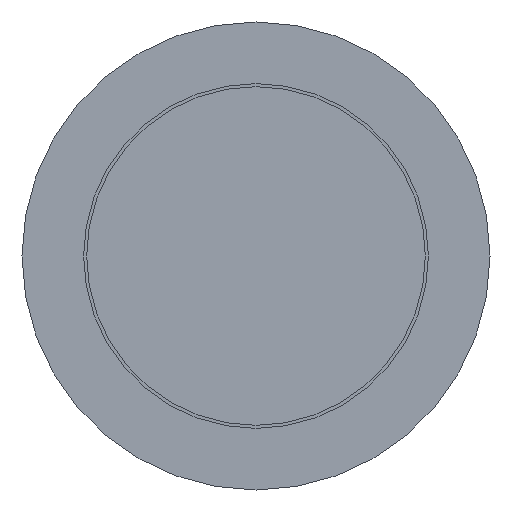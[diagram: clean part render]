
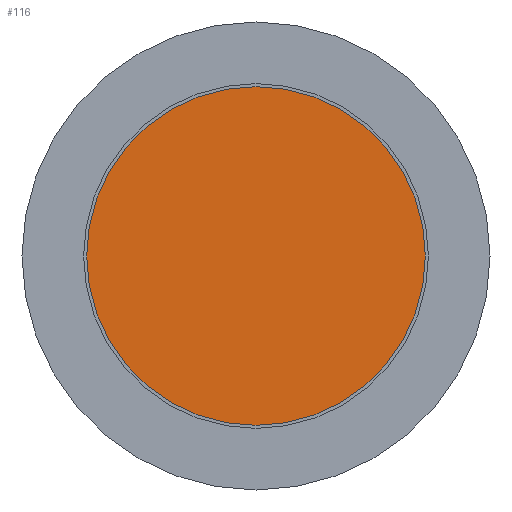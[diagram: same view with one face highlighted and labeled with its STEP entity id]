
A CAD part, front view. The second image highlights one B-rep face of the part: STEP entity #116.
In plain terms, the highlighted planar face has unit normal (0, -1, 0).
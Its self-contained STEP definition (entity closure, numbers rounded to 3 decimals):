
#11 = EDGE_CURVE ( 'NONE', #96, #96, #478, .T. ) ;
#59 = DIRECTION ( 'NONE',  ( 0., -1., 0. ) ) ;
#96 = VERTEX_POINT ( 'NONE', #309 ) ;
#106 = PLANE ( 'NONE',  #525 ) ;
#116 = ADVANCED_FACE ( 'NONE', ( #279 ), #106, .F. ) ;
#188 = DIRECTION ( 'NONE',  ( 0., 0., 1. ) ) ;
#243 = CARTESIAN_POINT ( 'NONE',  ( -13.75, 0., 0. ) ) ;
#279 = FACE_OUTER_BOUND ( 'NONE', #490, .T. ) ;
#307 = AXIS2_PLACEMENT_3D ( 'NONE', #476, #59, #518 ) ;
#309 = CARTESIAN_POINT ( 'NONE',  ( 0., 0., -13.75 ) ) ;
#387 = ORIENTED_EDGE ( 'NONE', *, *, #11, .T. ) ;
#476 = CARTESIAN_POINT ( 'NONE',  ( 0., 0., 0. ) ) ;
#478 = CIRCLE ( 'NONE', #307, 13.75 ) ;
#490 = EDGE_LOOP ( 'NONE', ( #387 ) ) ;
#499 = DIRECTION ( 'NONE',  ( 0., 1., 0. ) ) ;
#518 = DIRECTION ( 'NONE',  ( 0., 0., -1. ) ) ;
#525 = AXIS2_PLACEMENT_3D ( 'NONE', #243, #499, #188 ) ;
